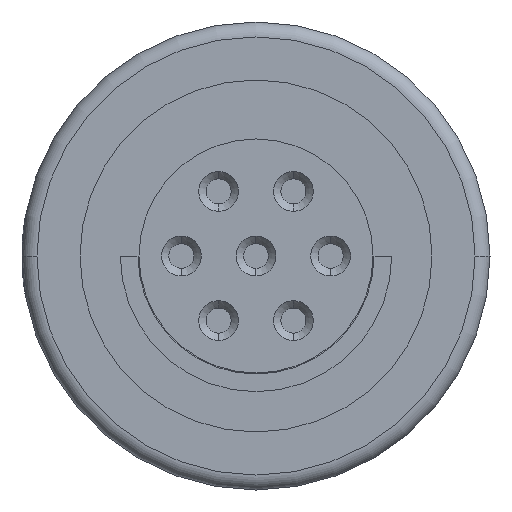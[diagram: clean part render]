
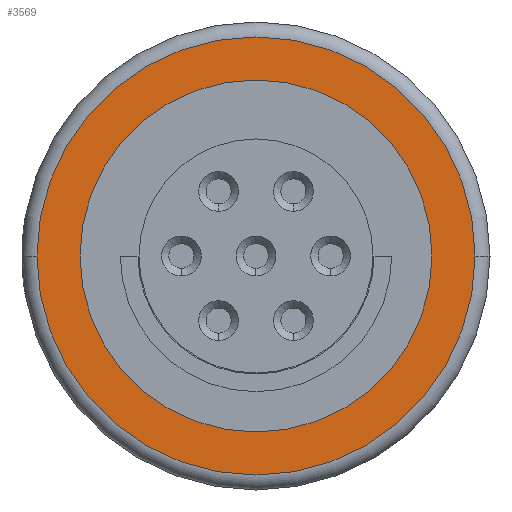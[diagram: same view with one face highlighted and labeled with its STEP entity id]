
A CAD part, left-side view. The second image highlights one B-rep face of the part: STEP entity #3569.
In plain terms, the highlighted planar face has unit normal (-1, 0, 0).
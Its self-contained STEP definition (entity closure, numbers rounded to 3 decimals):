
#127=CARTESIAN_POINT('',(-10.3,0.,0.));
#128=DIRECTION('',(-1.,0.,0.));
#129=DIRECTION('',(0.,1.,0.));
#130=AXIS2_PLACEMENT_3D('',#127,#128,#129);
#135=CARTESIAN_POINT('',(-10.3,0.,0.));
#136=DIRECTION('',(1.,0.,0.));
#137=DIRECTION('',(0.,1.,0.));
#138=AXIS2_PLACEMENT_3D('',#135,#136,#137);
#143=CARTESIAN_POINT('',(-10.3,0.,0.));
#144=DIRECTION('',(-1.,0.,0.));
#145=DIRECTION('',(0.,-1.,0.));
#146=AXIS2_PLACEMENT_3D('',#143,#144,#145);
#151=CARTESIAN_POINT('',(-10.3,0.,0.));
#152=DIRECTION('',(-1.,0.,0.));
#153=DIRECTION('',(0.,1.,0.));
#154=AXIS2_PLACEMENT_3D('',#151,#152,#153);
#3374=CARTESIAN_POINT('',(-10.3,3.535,0.));
#3376=VERTEX_POINT('',#3374);
#3382=CARTESIAN_POINT('',(-10.3,-3.535,0.));
#3384=VERTEX_POINT('',#3382);
#3410=CARTESIAN_POINT('',(-10.3,-4.4,0.));
#3411=CARTESIAN_POINT('',(-10.3,4.4,0.));
#3412=VERTEX_POINT('',#3410);
#3413=VERTEX_POINT('',#3411);
#3554=CARTESIAN_POINT('',(-10.3,0.,0.));
#3555=DIRECTION('',(1.,0.,0.));
#3556=DIRECTION('',(0.,-1.,0.));
#3557=AXIS2_PLACEMENT_3D('',#3554,#3555,#3556);
#3558=PLANE('',#3557);
#3560=ORIENTED_EDGE('',*,*,#3559,.F.);
#3562=ORIENTED_EDGE('',*,*,#3561,.F.);
#3563=EDGE_LOOP('',(#3560,#3562));
#3564=FACE_OUTER_BOUND('',#3563,.F.);
#3565=ORIENTED_EDGE('',*,*,#3547,.F.);
#3566=ORIENTED_EDGE('',*,*,#3536,.T.);
#3567=EDGE_LOOP('',(#3565,#3566));
#3568=FACE_BOUND('',#3567,.F.);
#131=CIRCLE('',#130,3.535);
#139=CIRCLE('',#138,3.535);
#147=CIRCLE('',#146,4.4);
#155=CIRCLE('',#154,4.4);
#3536=EDGE_CURVE('',#3376,#3384,#131,.T.);
#3547=EDGE_CURVE('',#3376,#3384,#139,.T.);
#3559=EDGE_CURVE('',#3412,#3413,#147,.T.);
#3561=EDGE_CURVE('',#3413,#3412,#155,.T.);
#3569=ADVANCED_FACE('',(#3564,#3568),#3558,.F.);
